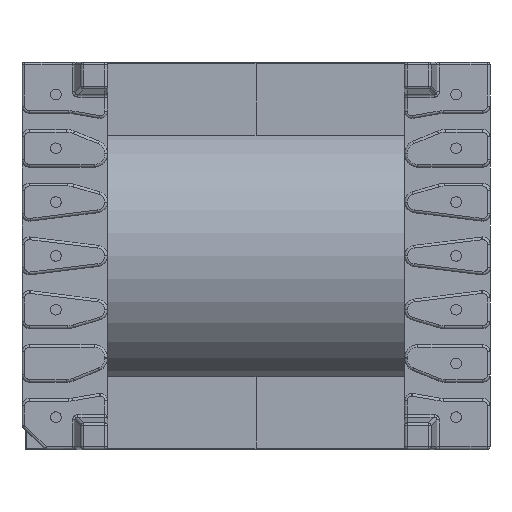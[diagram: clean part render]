
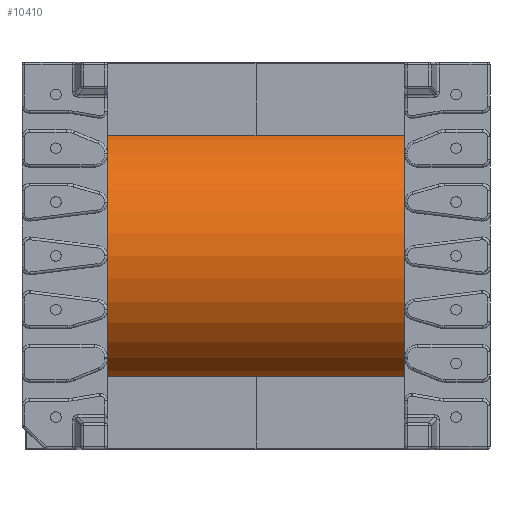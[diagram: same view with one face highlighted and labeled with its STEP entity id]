
A CAD part, front view. The second image highlights one B-rep face of the part: STEP entity #10410.
In plain terms, the highlighted cylindrical face has radius 12.4 mm (diameter 24.8 mm), a partial arc.
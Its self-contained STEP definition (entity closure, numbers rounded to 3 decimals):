
#31 = DIRECTION ( 'NONE',  ( 1., 0., 0. ) ) ;
#1056 = VERTEX_POINT ( 'NONE', #12951 ) ;
#1293 = DIRECTION ( 'NONE',  ( 0., 0., 1. ) ) ;
#1780 = CYLINDRICAL_SURFACE ( 'NONE', #3003, 12.4 ) ;
#1934 = LINE ( 'NONE', #11987, #9772 ) ;
#1939 = EDGE_CURVE ( 'NONE', #15020, #1056, #5576, .T. ) ;
#2163 = CARTESIAN_POINT ( 'NONE',  ( 0., 0., 0. ) ) ;
#3003 = AXIS2_PLACEMENT_3D ( 'NONE', #8283, #11747, #31 ) ;
#3356 = DIRECTION ( 'NONE',  ( 0., 0., 1. ) ) ;
#3735 = ORIENTED_EDGE ( 'NONE', *, *, #4440, .F. ) ;
#3834 = DIRECTION ( 'NONE',  ( 0., 0., 1. ) ) ;
#3880 = CARTESIAN_POINT ( 'NONE',  ( 0., 0., -27.6 ) ) ;
#4315 = EDGE_LOOP ( 'NONE', ( #3735, #15149, #9750, #4932 ) ) ;
#4440 = EDGE_CURVE ( 'NONE', #9586, #15020, #1934, .T. ) ;
#4606 = EDGE_CURVE ( 'NONE', #11350, #1056, #12544, .T. ) ;
#4611 = DIRECTION ( 'NONE',  ( 0., 0., 1. ) ) ;
#4932 = ORIENTED_EDGE ( 'NONE', *, *, #1939, .F. ) ;
#5576 = CIRCLE ( 'NONE', #9379, 12.4 ) ;
#5745 = CARTESIAN_POINT ( 'NONE',  ( -12.4, 0., 0. ) ) ;
#7045 = CARTESIAN_POINT ( 'NONE',  ( 12.4, 0., -27.6 ) ) ;
#7249 = CIRCLE ( 'NONE', #12339, 12.4 ) ;
#8283 = CARTESIAN_POINT ( 'NONE',  ( 0., 0., -27.6 ) ) ;
#9379 = AXIS2_PLACEMENT_3D ( 'NONE', #2163, #3356, #15345 ) ;
#9441 = FACE_OUTER_BOUND ( 'NONE', #4315, .T. ) ;
#9586 = VERTEX_POINT ( 'NONE', #14431 ) ;
#9750 = ORIENTED_EDGE ( 'NONE', *, *, #4606, .T. ) ;
#9772 = VECTOR ( 'NONE', #1293, 1000. ) ;
#10410 = ADVANCED_FACE ( 'NONE', ( #9441 ), #1780, .T. ) ;
#10944 = DIRECTION ( 'NONE',  ( 1., 0., 0. ) ) ;
#11091 = VECTOR ( 'NONE', #4611, 1000. ) ;
#11350 = VERTEX_POINT ( 'NONE', #11657 ) ;
#11657 = CARTESIAN_POINT ( 'NONE',  ( 12.4, 0., -27.6 ) ) ;
#11747 = DIRECTION ( 'NONE',  ( 0., 0., 1. ) ) ;
#11987 = CARTESIAN_POINT ( 'NONE',  ( -12.4, 0., -27.6 ) ) ;
#12339 = AXIS2_PLACEMENT_3D ( 'NONE', #3880, #3834, #10944 ) ;
#12544 = LINE ( 'NONE', #7045, #11091 ) ;
#12951 = CARTESIAN_POINT ( 'NONE',  ( 12.4, 0., 0. ) ) ;
#13647 = EDGE_CURVE ( 'NONE', #9586, #11350, #7249, .T. ) ;
#14431 = CARTESIAN_POINT ( 'NONE',  ( -12.4, 0., -27.6 ) ) ;
#15020 = VERTEX_POINT ( 'NONE', #5745 ) ;
#15149 = ORIENTED_EDGE ( 'NONE', *, *, #13647, .T. ) ;
#15345 = DIRECTION ( 'NONE',  ( 1., 0., 0. ) ) ;
